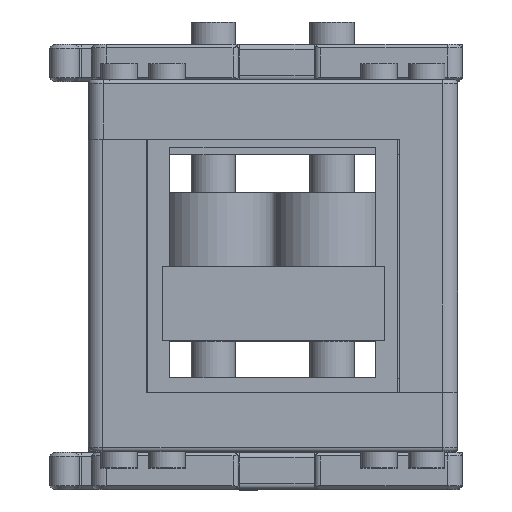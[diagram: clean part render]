
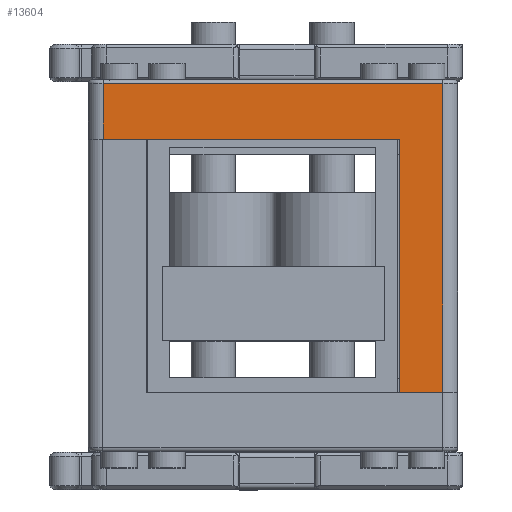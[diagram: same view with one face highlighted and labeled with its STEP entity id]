
A CAD part, top view. The second image highlights one B-rep face of the part: STEP entity #13604.
In plain terms, the highlighted face is planar.
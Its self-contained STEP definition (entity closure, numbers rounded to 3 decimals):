
#619=PLANE('',#15100);
#1346=FACE_OUTER_BOUND('',#2160,.T.);
#2160=EDGE_LOOP('',(#12420,#12421,#12422,#12423,#12424,#12425));
#4080=LINE('',#25848,#5392);
#4082=LINE('',#25857,#5394);
#4084=LINE('',#25863,#5396);
#4091=LINE('',#25882,#5403);
#4092=LINE('',#25884,#5404);
#4093=LINE('',#25885,#5405);
#5392=VECTOR('',#18941,10.);
#5394=VECTOR('',#18953,10.);
#5396=VECTOR('',#18959,10.);
#5403=VECTOR('',#18980,10.);
#5404=VECTOR('',#18981,10.);
#5405=VECTOR('',#18982,10.);
#6692=VERTEX_POINT('',#25839);
#6694=VERTEX_POINT('',#25846);
#6695=VERTEX_POINT('',#25851);
#6697=VERTEX_POINT('',#25859);
#6703=VERTEX_POINT('',#25881);
#6704=VERTEX_POINT('',#25883);
#8622=EDGE_CURVE('',#6694,#6692,#4080,.T.);
#8627=EDGE_CURVE('',#6692,#6695,#4082,.T.);
#8630=EDGE_CURVE('',#6695,#6697,#4084,.T.);
#8639=EDGE_CURVE('',#6703,#6694,#4091,.T.);
#8640=EDGE_CURVE('',#6703,#6704,#4092,.T.);
#8641=EDGE_CURVE('',#6697,#6704,#4093,.T.);
#12420=ORIENTED_EDGE('',*,*,#8630,.F.);
#12421=ORIENTED_EDGE('',*,*,#8627,.F.);
#12422=ORIENTED_EDGE('',*,*,#8622,.F.);
#12423=ORIENTED_EDGE('',*,*,#8639,.F.);
#12424=ORIENTED_EDGE('',*,*,#8640,.T.);
#12425=ORIENTED_EDGE('',*,*,#8641,.F.);
#13604=ADVANCED_FACE('',(#1346),#619,.T.);
#15100=AXIS2_PLACEMENT_3D('',#25880,#18978,#18979);
#18941=DIRECTION('',(0.,0.,-1.));
#18953=DIRECTION('',(0.,-1.,0.));
#18959=DIRECTION('',(0.,0.,1.));
#18978=DIRECTION('center_axis',(1.,0.,0.));
#18979=DIRECTION('ref_axis',(0.,1.,0.));
#18980=DIRECTION('',(0.,1.,0.));
#18981=DIRECTION('',(0.,0.,1.));
#18982=DIRECTION('',(0.,1.,0.));
#25839=CARTESIAN_POINT('',(24.9,22.9,0.5));
#25846=CARTESIAN_POINT('',(24.9,22.9,8.));
#25848=CARTESIAN_POINT('',(24.9,22.9,0.));
#25851=CARTESIAN_POINT('',(24.9,-22.9,0.5));
#25857=CARTESIAN_POINT('',(24.9,-12.45,0.5));
#25859=CARTESIAN_POINT('',(24.9,-22.9,42.1));
#25863=CARTESIAN_POINT('',(24.9,-22.9,0.));
#25880=CARTESIAN_POINT('Origin',(24.9,-24.9,0.));
#25881=CARTESIAN_POINT('',(24.9,-17.02,8.));
#25882=CARTESIAN_POINT('',(24.9,24.9,8.));
#25883=CARTESIAN_POINT('',(24.9,-17.02,42.1));
#25884=CARTESIAN_POINT('',(24.9,-17.02,8.));
#25885=CARTESIAN_POINT('',(24.9,-24.9,42.1));
